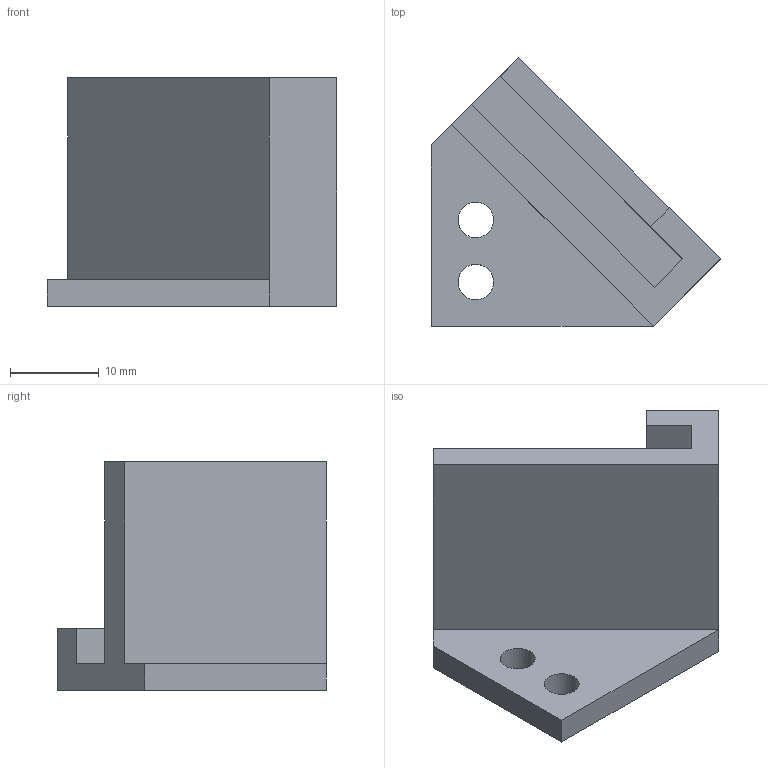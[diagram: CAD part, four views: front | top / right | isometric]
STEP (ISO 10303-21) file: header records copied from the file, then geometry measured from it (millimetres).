
FILE_DESCRIPTION(/* description */ (''),/* implementation_level */ '2;1');
FILE_NAME(/* name */ '',/* time_stamp */ '2025-01-09T15:50:00+03:00',/* author */ ('Phantom'),/* organization */ (''),/* preprocessor_version */ 'ST-DEVELOPER v20',/* originating_system */ 'Autodesk Inventor 2025',/* authorisation */ '');
FILE_SCHEMA (('AUTOMOTIVE_DESIGN { 1 0 10303 214 3 1 1 }'));
Length unit declared in the file: millimetre
Products named in the file (1): фанера
Bounding box: 32.57 x 30.29 x 25.75 mm (x, y, z)
Volume: 5368.2 mm3; surface area: 4008.9 mm2
Topology: 1 solids, 1 shells, 17 faces, 44 edges, 29 vertices
Faces by surface type: plane 15, cylinder 2
Full cylindrical faces by diameter (mm): 4 x2
Entity records: 565 total; most frequent: CARTESIAN_POINT 91, ORIENTED_EDGE 88, DIRECTION 84, EDGE_CURVE 44, LINE 40, VECTOR 40, VERTEX_POINT 29, AXIS2_PLACEMENT_3D 22
